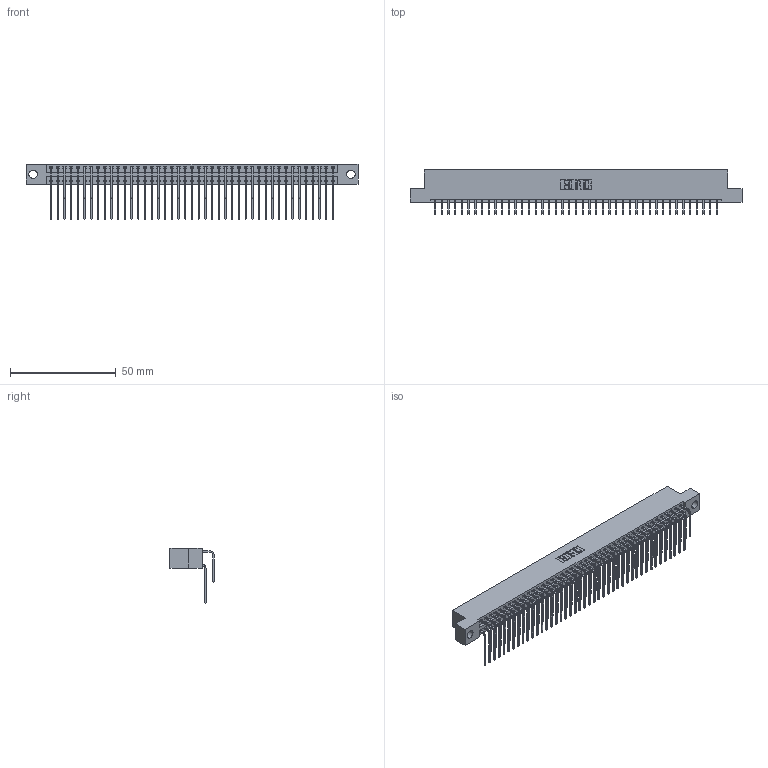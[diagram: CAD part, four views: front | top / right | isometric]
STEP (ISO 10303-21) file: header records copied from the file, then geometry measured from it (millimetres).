
FILE_DESCRIPTION (( 'STEP AP203' ), '1' );
FILE_NAME ('346-086-559-204.STEP', '2022-05-25T23:33:17', ( '' ), ( '' ), 'SwSTEP 2.0', 'SolidWorks 2020', '' );
FILE_SCHEMA (( 'CONFIG_CONTROL_DESIGN' ));
Length unit declared in the file: inch
Products named in the file (4): 345-292-001_558 559 Tail - 1; 345-292-001_559 Tail - 2; 346 Part_Flush Mounting Lugs - 0.156 Dia-TH; 346-086-559-204
Assembly tree (87 placements, depth 2):
  346-086-559-204
    346 Part_Flush Mounting Lugs - 0.156 Dia-TH
    345-292-001_558 559 Tail - 1  x43
    345-292-001_559 Tail - 2  x43
Bounding box: 157.1 x 20.89 x 26.16 mm (x, y, z)
Volume: 15717 mm3; surface area: 23847.7 mm2
Topology: 87 solids, 87 shells, 4780 faces, 14211 edges, 9358 vertices
Faces by surface type: plane 3272, cylinder 1508
Entity records: 30131 total; most frequent: CARTESIAN_POINT 5021, ORIENTED_EDGE 4902, DIRECTION 4447, EDGE_CURVE 2451, VECTOR 2107, LINE 2107, VERTEX_POINT 1630, AXIS2_PLACEMENT_3D 1170
